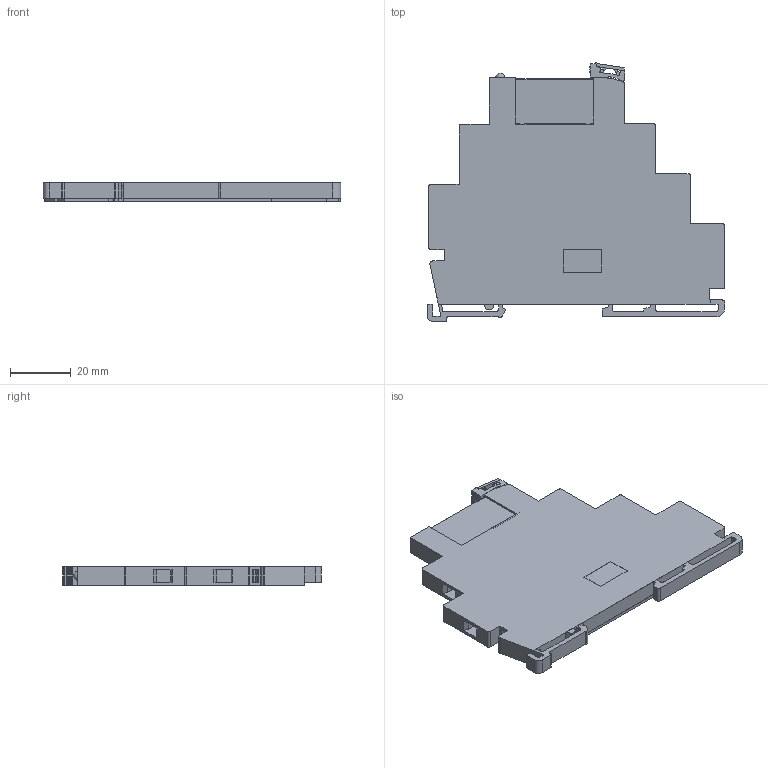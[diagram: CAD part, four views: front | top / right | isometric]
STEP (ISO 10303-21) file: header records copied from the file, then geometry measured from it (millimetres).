
FILE_DESCRIPTION (( 'STEP AP214' ), '1' );
FILE_NAME ('PIR6WT-1Z.STEP', '2016-05-12T06:59:16', ( '' ), ( '' ), 'SwSTEP 2.0', 'SolidWorks 2016', '' );
FILE_SCHEMA (( 'AUTOMOTIVE_DESIGN' ));
Length unit declared in the file: millimetre
Products named in the file (1): PIR6WT-1Z
Bounding box: 98.33 x 85.44 x 6.2 mm (x, y, z)
Volume: 34640.8 mm3; surface area: 17359.9 mm2
Topology: 2 solids, 12 shells, 527 faces, 1401 edges, 923 vertices
Faces by surface type: plane 423, cylinder 88, torus 11, bspline 4, sphere 1
Entity records: 17503 total; most frequent: CARTESIAN_POINT 3253, ORIENTED_EDGE 2790, DIRECTION 2631, EDGE_CURVE 1395, VECTOR 1151, LINE 1151, VERTEX_POINT 922, AXIS2_PLACEMENT_3D 740
